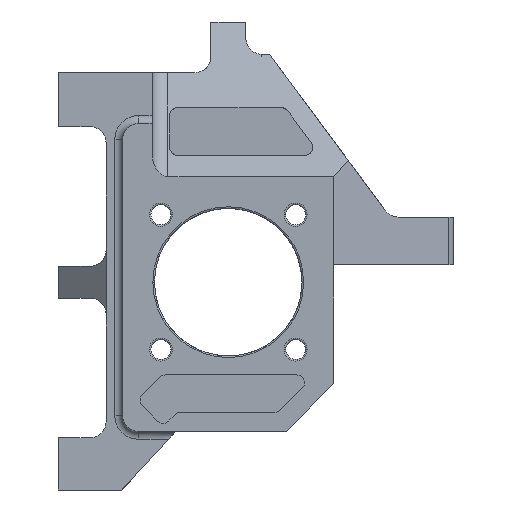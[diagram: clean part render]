
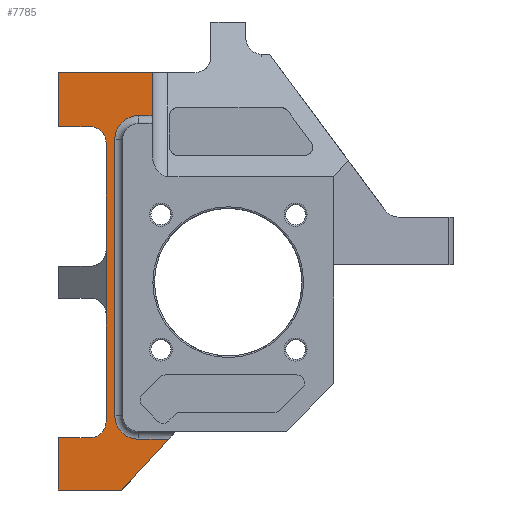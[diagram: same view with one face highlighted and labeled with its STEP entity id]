
A CAD part, left-side view. The second image highlights one B-rep face of the part: STEP entity #7785.
In plain terms, the highlighted planar face has unit normal (-1, 0, 0).
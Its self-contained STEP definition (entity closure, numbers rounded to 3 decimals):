
#7403=CARTESIAN_POINT('Vertex',(-395.,56.5,-99.)) ;
#7406=CARTESIAN_POINT('Line Origine',(-395.,15.35,-99.)) ;
#7410=CARTESIAN_POINT('Vertex',(-395.,37.595,-99.)) ;
#7444=CARTESIAN_POINT('Vertex',(-395.,71.5,-84.)) ;
#7447=CARTESIAN_POINT('Axis2P3D Location',(-395.,56.5,-84.)) ;
#7469=CARTESIAN_POINT('Vertex',(-395.,71.5,90.)) ;
#7472=CARTESIAN_POINT('Line Origine',(-395.,71.5,0.526)) ;
#7494=CARTESIAN_POINT('Vertex',(-395.,56.5,105.)) ;
#7497=CARTESIAN_POINT('Axis2P3D Location',(-395.,56.5,90.)) ;
#7515=CARTESIAN_POINT('Line Origine',(-395.,70.,105.)) ;
#7519=CARTESIAN_POINT('Vertex',(-395.,48.,105.)) ;
#7671=CARTESIAN_POINT('Axis2P3D Location',(-395.,0.,0.)) ;
#7676=CARTESIAN_POINT('Line Origine',(-395.,77.,0.)) ;
#7680=CARTESIAN_POINT('Vertex',(-395.,77.,-20.)) ;
#7682=CARTESIAN_POINT('Vertex',(-395.,77.,20.)) ;
#7685=CARTESIAN_POINT('Line Origine',(-395.,77.,-54.)) ;
#7689=CARTESIAN_POINT('Vertex',(-395.,77.,-88.)) ;
#7692=CARTESIAN_POINT('Axis2P3D Location',(-395.,87.,-88.)) ;
#7696=CARTESIAN_POINT('Vertex',(-395.,87.,-98.)) ;
#7699=CARTESIAN_POINT('Line Origine',(-395.,97.,-98.)) ;
#7703=CARTESIAN_POINT('Vertex',(-395.,107.,-98.)) ;
#7706=CARTESIAN_POINT('Line Origine',(-395.,107.,-114.5)) ;
#7710=CARTESIAN_POINT('Vertex',(-395.,107.,-131.)) ;
#7713=CARTESIAN_POINT('Line Origine',(-395.,87.,-131.)) ;
#7717=CARTESIAN_POINT('Vertex',(-395.,67.,-131.)) ;
#7720=CARTESIAN_POINT('Line Origine',(-395.,52.297,-115.)) ;
#7725=CARTESIAN_POINT('Line Origine',(-395.,48.,118.527)) ;
#7729=CARTESIAN_POINT('Vertex',(-395.,48.,132.053)) ;
#7732=CARTESIAN_POINT('Line Origine',(-395.,77.5,132.053)) ;
#7736=CARTESIAN_POINT('Vertex',(-395.,107.,132.053)) ;
#7739=CARTESIAN_POINT('Line Origine',(-395.,107.,115.027)) ;
#7743=CARTESIAN_POINT('Vertex',(-395.,107.,98.)) ;
#7746=CARTESIAN_POINT('Line Origine',(-395.,97.,98.)) ;
#7750=CARTESIAN_POINT('Vertex',(-395.,87.,98.)) ;
#7753=CARTESIAN_POINT('Axis2P3D Location',(-395.,87.,88.)) ;
#7757=CARTESIAN_POINT('Vertex',(-395.,77.,88.)) ;
#7760=CARTESIAN_POINT('Line Origine',(-395.,77.,54.)) ;
#7408=VECTOR('Line Direction',#7407,1.) ;
#7474=VECTOR('Line Direction',#7473,1.) ;
#7517=VECTOR('Line Direction',#7516,1.) ;
#7678=VECTOR('Line Direction',#7677,1.) ;
#7687=VECTOR('Line Direction',#7686,1.) ;
#7701=VECTOR('Line Direction',#7700,1.) ;
#7708=VECTOR('Line Direction',#7707,1.) ;
#7715=VECTOR('Line Direction',#7714,1.) ;
#7722=VECTOR('Line Direction',#7721,1.) ;
#7727=VECTOR('Line Direction',#7726,1.) ;
#7734=VECTOR('Line Direction',#7733,1.) ;
#7741=VECTOR('Line Direction',#7740,1.) ;
#7748=VECTOR('Line Direction',#7747,1.) ;
#7762=VECTOR('Line Direction',#7761,1.) ;
#7407=DIRECTION('Vector Direction',(0.,1.,0.)) ;
#7448=DIRECTION('Axis2P3D Direction',(1.,0.,0.)) ;
#7473=DIRECTION('Vector Direction',(0.,0.,1.)) ;
#7498=DIRECTION('Axis2P3D Direction',(1.,0.,-0.)) ;
#7516=DIRECTION('Vector Direction',(0.,1.,0.)) ;
#7672=DIRECTION('Axis2P3D Direction',(1.,0.,0.)) ;
#7673=DIRECTION('Axis2P3D XDirection',(0.,1.,0.)) ;
#7677=DIRECTION('Vector Direction',(0.,0.,1.)) ;
#7686=DIRECTION('Vector Direction',(0.,0.,-1.)) ;
#7693=DIRECTION('Axis2P3D Direction',(1.,0.,0.)) ;
#7700=DIRECTION('Vector Direction',(0.,1.,0.)) ;
#7707=DIRECTION('Vector Direction',(0.,0.,1.)) ;
#7714=DIRECTION('Vector Direction',(0.,1.,0.)) ;
#7721=DIRECTION('Vector Direction',(0.,0.677,-0.736)) ;
#7726=DIRECTION('Vector Direction',(0.,0.,-1.)) ;
#7733=DIRECTION('Vector Direction',(0.,-1.,0.)) ;
#7740=DIRECTION('Vector Direction',(0.,0.,1.)) ;
#7747=DIRECTION('Vector Direction',(0.,1.,0.)) ;
#7754=DIRECTION('Axis2P3D Direction',(1.,0.,0.)) ;
#7761=DIRECTION('Vector Direction',(0.,0.,-1.)) ;
#7449=AXIS2_PLACEMENT_3D('Circle Axis2P3D',#7447,#7448,$) ;
#7499=AXIS2_PLACEMENT_3D('Circle Axis2P3D',#7497,#7498,$) ;
#7674=AXIS2_PLACEMENT_3D('Plane Axis2P3D',#7671,#7672,#7673) ;
#7694=AXIS2_PLACEMENT_3D('Circle Axis2P3D',#7692,#7693,$) ;
#7755=AXIS2_PLACEMENT_3D('Circle Axis2P3D',#7753,#7754,$) ;
#7409=LINE('Line',#7406,#7408) ;
#7475=LINE('Line',#7472,#7474) ;
#7518=LINE('Line',#7515,#7517) ;
#7679=LINE('Line',#7676,#7678) ;
#7688=LINE('Line',#7685,#7687) ;
#7702=LINE('Line',#7699,#7701) ;
#7709=LINE('Line',#7706,#7708) ;
#7716=LINE('Line',#7713,#7715) ;
#7723=LINE('Line',#7720,#7722) ;
#7728=LINE('Line',#7725,#7727) ;
#7735=LINE('Line',#7732,#7734) ;
#7742=LINE('Line',#7739,#7741) ;
#7749=LINE('Line',#7746,#7748) ;
#7763=LINE('Line',#7760,#7762) ;
#7450=CIRCLE('generated circle',#7449,15.) ;
#7500=CIRCLE('generated circle',#7499,15.) ;
#7695=CIRCLE('generated circle',#7694,10.) ;
#7756=CIRCLE('generated circle',#7755,10.) ;
#7675=PLANE('',#7674) ;
#7412=EDGE_CURVE('',#7411,#7404,#7409,.T.) ;
#7451=EDGE_CURVE('',#7404,#7445,#7450,.T.) ;
#7476=EDGE_CURVE('',#7445,#7470,#7475,.T.) ;
#7501=EDGE_CURVE('',#7470,#7495,#7500,.T.) ;
#7521=EDGE_CURVE('',#7495,#7520,#7518,.F.) ;
#7684=EDGE_CURVE('',#7681,#7683,#7679,.T.) ;
#7691=EDGE_CURVE('',#7681,#7690,#7688,.T.) ;
#7698=EDGE_CURVE('',#7690,#7697,#7695,.T.) ;
#7705=EDGE_CURVE('',#7697,#7704,#7702,.T.) ;
#7712=EDGE_CURVE('',#7711,#7704,#7709,.T.) ;
#7719=EDGE_CURVE('',#7718,#7711,#7716,.T.) ;
#7724=EDGE_CURVE('',#7411,#7718,#7723,.T.) ;
#7731=EDGE_CURVE('',#7730,#7520,#7728,.T.) ;
#7738=EDGE_CURVE('',#7737,#7730,#7735,.T.) ;
#7745=EDGE_CURVE('',#7744,#7737,#7742,.T.) ;
#7752=EDGE_CURVE('',#7751,#7744,#7749,.T.) ;
#7759=EDGE_CURVE('',#7751,#7758,#7756,.T.) ;
#7764=EDGE_CURVE('',#7758,#7683,#7763,.T.) ;
#7765=EDGE_LOOP('',(#7766,#7767,#7768,#7769,#7770,#7771,#7772,#7773,#7774,#7775,#7776,#7777,#7778,#7779,#7780,#7781,#7782,#7783)) ;
#7766=ORIENTED_EDGE('',*,*,#7684,.F.) ;
#7767=ORIENTED_EDGE('',*,*,#7691,.T.) ;
#7768=ORIENTED_EDGE('',*,*,#7698,.T.) ;
#7769=ORIENTED_EDGE('',*,*,#7705,.T.) ;
#7770=ORIENTED_EDGE('',*,*,#7712,.F.) ;
#7771=ORIENTED_EDGE('',*,*,#7719,.F.) ;
#7772=ORIENTED_EDGE('',*,*,#7724,.F.) ;
#7773=ORIENTED_EDGE('',*,*,#7412,.T.) ;
#7774=ORIENTED_EDGE('',*,*,#7451,.T.) ;
#7775=ORIENTED_EDGE('',*,*,#7476,.T.) ;
#7776=ORIENTED_EDGE('',*,*,#7501,.T.) ;
#7777=ORIENTED_EDGE('',*,*,#7521,.T.) ;
#7778=ORIENTED_EDGE('',*,*,#7731,.F.) ;
#7779=ORIENTED_EDGE('',*,*,#7738,.F.) ;
#7780=ORIENTED_EDGE('',*,*,#7745,.F.) ;
#7781=ORIENTED_EDGE('',*,*,#7752,.F.) ;
#7782=ORIENTED_EDGE('',*,*,#7759,.T.) ;
#7783=ORIENTED_EDGE('',*,*,#7764,.T.) ;
#7404=VERTEX_POINT('',#7403) ;
#7411=VERTEX_POINT('',#7410) ;
#7445=VERTEX_POINT('',#7444) ;
#7470=VERTEX_POINT('',#7469) ;
#7495=VERTEX_POINT('',#7494) ;
#7520=VERTEX_POINT('',#7519) ;
#7681=VERTEX_POINT('',#7680) ;
#7683=VERTEX_POINT('',#7682) ;
#7690=VERTEX_POINT('',#7689) ;
#7697=VERTEX_POINT('',#7696) ;
#7704=VERTEX_POINT('',#7703) ;
#7711=VERTEX_POINT('',#7710) ;
#7718=VERTEX_POINT('',#7717) ;
#7730=VERTEX_POINT('',#7729) ;
#7737=VERTEX_POINT('',#7736) ;
#7744=VERTEX_POINT('',#7743) ;
#7751=VERTEX_POINT('',#7750) ;
#7758=VERTEX_POINT('',#7757) ;
#7785=ADVANCED_FACE('PIVOT_G',(#7784),#7675,.F.) ;
#7784=FACE_OUTER_BOUND('',#7765,.T.) ;
